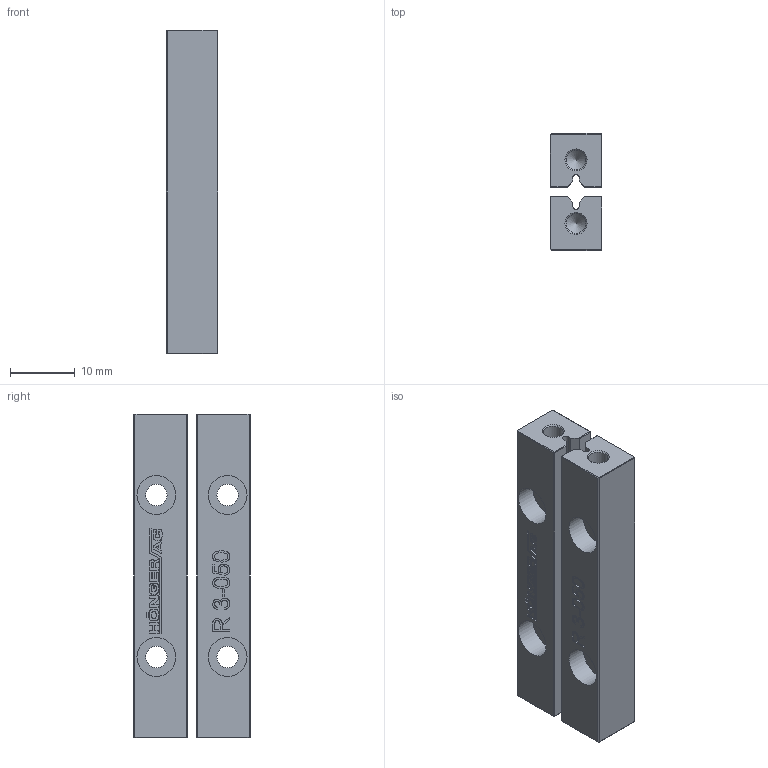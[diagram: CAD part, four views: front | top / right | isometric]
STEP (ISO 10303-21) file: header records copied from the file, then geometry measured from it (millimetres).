
FILE_DESCRIPTION(('FreeCAD Model'),'2;1');
FILE_NAME('R 3-050.step', '2020-08-05T20:15:55',('Author'),(''), 'Open CASCADE STEP processor 6.8','FreeCAD','Unknown');
FILE_SCHEMA(('AUTOMOTIVE_DESIGN_CC2 { 1 2 10303 214 -1 1 5 4 }'));
Length unit declared in the file: millimetre
Products named in the file (2): ASSEMBLY; Schienenpaar
Assembly tree (1 placements, depth 2):
  ASSEMBLY
    Schienenpaar
Bounding box: 8 x 18 x 50 mm (x, y, z)
Volume: 5612 mm3; surface area: 4402.1 mm2
Topology: 2 solids, 2 shells, 395 faces, 1036 edges, 672 vertices
Faces by surface type: extrusion 251, plane 118, cylinder 14, cone 12
Full cylindrical faces by diameter (mm): 3 x4, 3.3 x4, 6 x4
Entity records: 25623 total; most frequent: CARTESIAN_POINT 6556, DIRECTION 2635, VECTOR 2251, ORIENTED_EDGE 2064, PCURVE 2064, DEFINITIONAL_REPRESENTATION 2064, LINE 2000, B_SPLINE_CURVE_WITH_KNOTS 1287
